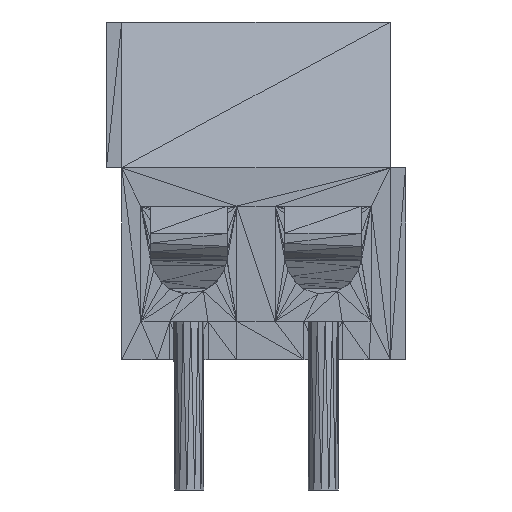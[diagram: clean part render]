
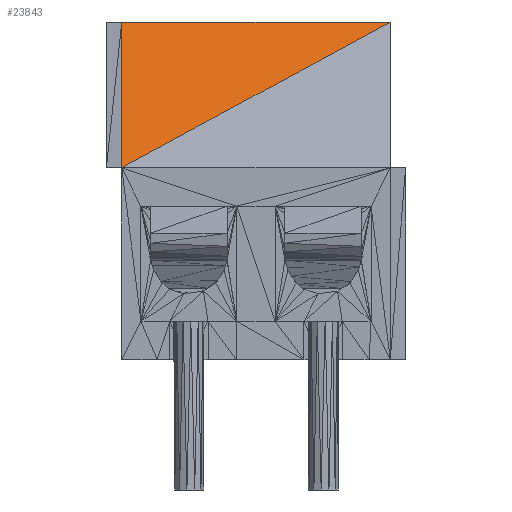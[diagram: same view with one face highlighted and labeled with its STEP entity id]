
A CAD part, front view. The second image highlights one B-rep face of the part: STEP entity #23843.
In plain terms, the highlighted planar face has unit normal (0, -0.946, 0.324).
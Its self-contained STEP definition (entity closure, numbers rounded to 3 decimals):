
#551=FACE_OUTER_BOUND('',#2669,.T.);
#2669=EDGE_LOOP('',(#16443,#16444,#16445));
#4691=LINE('',#35854,#7868);
#5211=LINE('',#36879,#8388);
#5212=LINE('',#36880,#8389);
#7868=VECTOR('',#28499,10.);
#8388=VECTOR('',#29593,10.);
#8389=VECTOR('',#29594,10.);
#10784=VERTEX_POINT('',#35794);
#10794=VERTEX_POINT('',#35852);
#10795=VERTEX_POINT('',#35853);
#12098=EDGE_CURVE('',#10794,#10795,#4691,.T.);
#12618=EDGE_CURVE('',#10784,#10794,#5211,.T.);
#12619=EDGE_CURVE('',#10784,#10795,#5212,.T.);
#16443=ORIENTED_EDGE('',*,*,#12618,.F.);
#16444=ORIENTED_EDGE('',*,*,#12619,.T.);
#16445=ORIENTED_EDGE('',*,*,#12098,.F.);
#21725=PLANE('',#25975);
#23843=ADVANCED_FACE('',(#551),#21725,.T.);
#25975=AXIS2_PLACEMENT_3D('',#36878,#29591,#29592);
#28499=DIRECTION('',(1.,0.,0.));
#29591=DIRECTION('center_axis',(0.,-0.946,0.324));
#29592=DIRECTION('ref_axis',(0.,-0.324,-0.946));
#29593=DIRECTION('',(0.,0.324,0.946));
#29594=DIRECTION('',(0.867,0.161,0.471));
#35794=CARTESIAN_POINT('',(-3.493,-3.443,12.925));
#35852=CARTESIAN_POINT('',(-3.493,-2.146,16.718));
#35853=CARTESIAN_POINT('',(3.493,-2.146,16.718));
#35854=CARTESIAN_POINT('',(-3.493,-2.146,16.718));
#36878=CARTESIAN_POINT('Origin',(3.493,-2.146,16.718));
#36879=CARTESIAN_POINT('',(-3.493,-3.443,12.925));
#36880=CARTESIAN_POINT('',(-3.493,-3.443,12.925));
